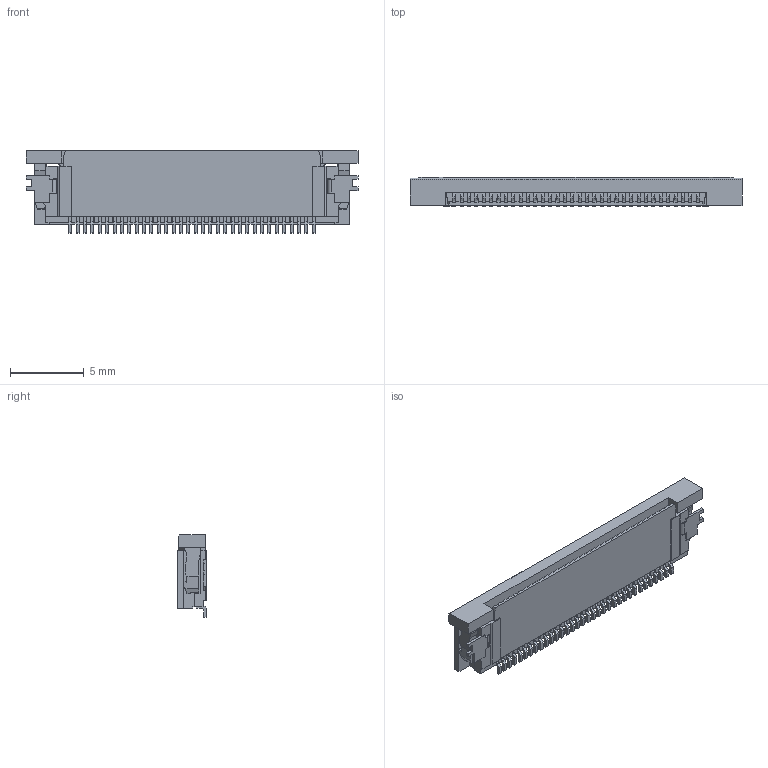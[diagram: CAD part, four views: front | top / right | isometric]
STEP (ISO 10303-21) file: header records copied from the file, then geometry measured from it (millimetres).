
FILE_DESCRIPTION((''),'2;1');
FILE_NAME('541323462','2014-03-26T',('me'),(''),'PRO/ENGINEER BY PARAMETRIC TECHNOLOGY CORPORATION, 2011490','PRO/ENGINEER BY PARAMETRIC TECHNOLOGY CORPORATION, 2011490','');
FILE_SCHEMA(('CONFIG_CONTROL_DESIGN'));
Length unit declared in the file: millimetre
Products named in the file (1): 541323462
Bounding box: 22.5 x 2 x 5.6 mm (x, y, z)
Volume: 143.1 mm3; surface area: 916.4 mm2
Topology: 2 solids, 2 shells, 1850 faces, 5515 edges, 3706 vertices
Faces by surface type: plane 1706, cylinder 144
Entity records: 60820 total; most frequent: CARTESIAN_POINT 10918, ORIENTED_EDGE 10728, DIRECTION 9505, EDGE_CURVE 5364, VECTOR 5227, LINE 5227, VERTEX_POINT 3552, AXIS2_PLACEMENT_3D 2139
